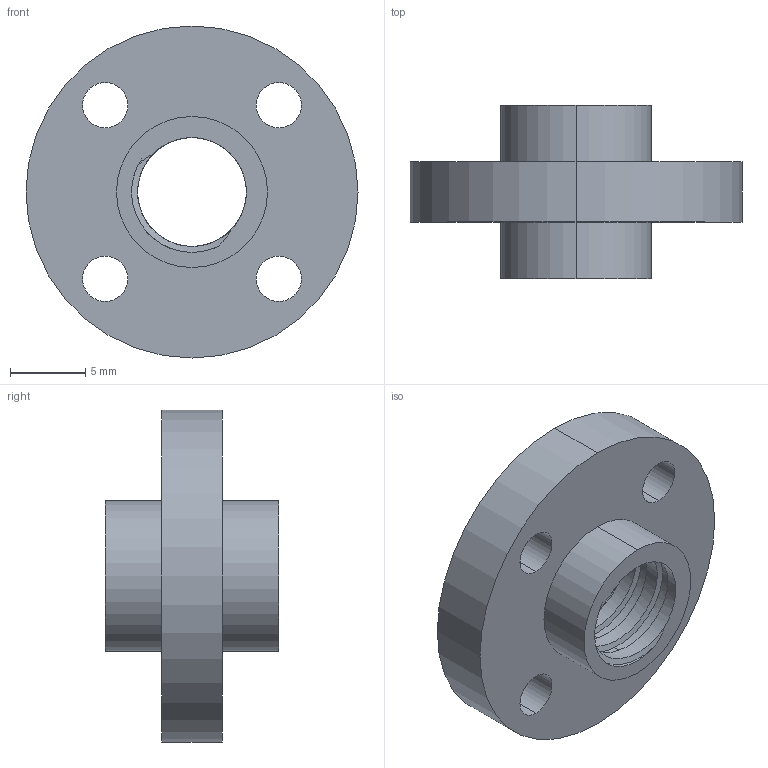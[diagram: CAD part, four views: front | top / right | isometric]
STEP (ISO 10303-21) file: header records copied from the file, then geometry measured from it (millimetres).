
FILE_DESCRIPTION (( 'STEP AP203' ), '1' );
FILE_NAME ('TravelingNut.STEP', '2018-10-29T03:30:54', ( '' ), ( '' ), 'SwSTEP 2.0', 'SolidWorks 2016', '' );
FILE_SCHEMA (( 'CONFIG_CONTROL_DESIGN' ));
Length unit declared in the file: millimetre
Products named in the file (1): TravelingNut
Bounding box: 22 x 11.5 x 22 mm (x, y, z)
Volume: 1478.4 mm3; surface area: 1633.3 mm2
Topology: 1 solids, 1 shells, 35 faces, 93 edges, 62 vertices
Faces by surface type: cylinder 28, plane 4, bspline 3
Entity records: 11587 total; most frequent: CARTESIAN_POINT 10690, ORIENTED_EDGE 186, DIRECTION 157, EDGE_CURVE 93, AXIS2_PLACEMENT_3D 65, VERTEX_POINT 62, EDGE_LOOP 47, ADVANCED_FACE 35
